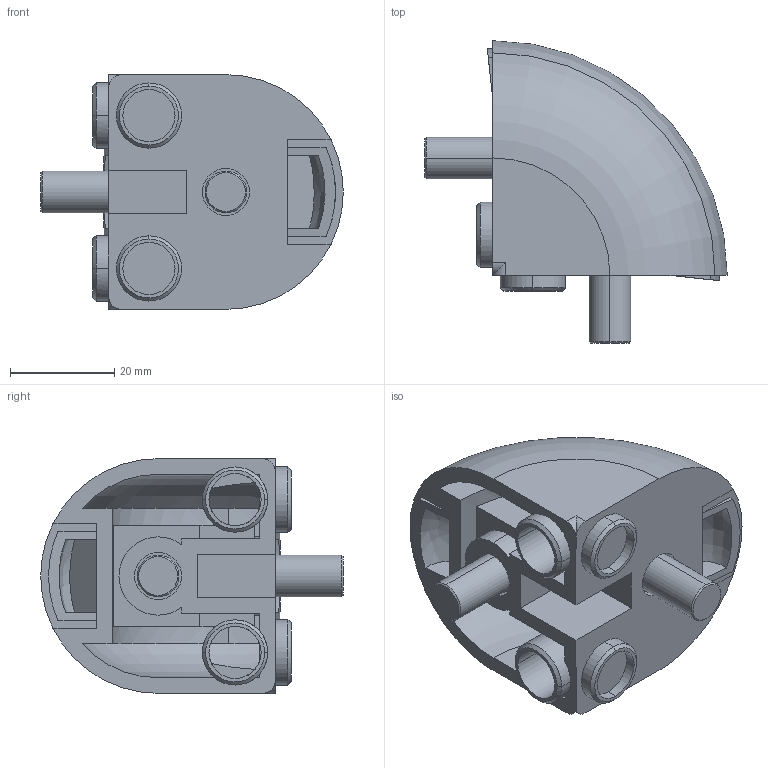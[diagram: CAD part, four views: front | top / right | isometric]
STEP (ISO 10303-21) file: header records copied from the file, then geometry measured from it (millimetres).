
FILE_DESCRIPTION (( 'STEP AP203' ), '1' );
FILE_NAME ('084.310.009.STEP', '2013-01-25T13:37:09', ( 'Alusic' ), ( 'Alusic' ), 'SwSTEP 2.0', 'SolidWorks 2011', '' );
FILE_SCHEMA (( 'CONFIG_CONTROL_DESIGN' ));
Length unit declared in the file: millimetre
Products named in the file (4): 084.301.000 VITI ALUSIC_084.301.003; 084.310.009-2; 084.310.009; 084.310.009-1
Assembly tree (4 placements, depth 2):
  084.310.009
    084.310.009-1
    084.301.000 VITI ALUSIC_084.301.003  x2
    084.310.009-2
Bounding box: 58 x 58 x 45 mm (x, y, z)
Volume: 32182.9 mm3; surface area: 25231.1 mm2
Topology: 4 solids, 6 shells, 182 faces, 482 edges, 312 vertices
Faces by surface type: plane 102, cylinder 56, cone 12, torus 10, bspline 2
Entity records: 5945 total; most frequent: CARTESIAN_POINT 1291, DIRECTION 897, ORIENTED_EDGE 888, EDGE_CURVE 444, AXIS2_PLACEMENT_3D 322, VERTEX_POINT 288, VECTOR 253, LINE 253
